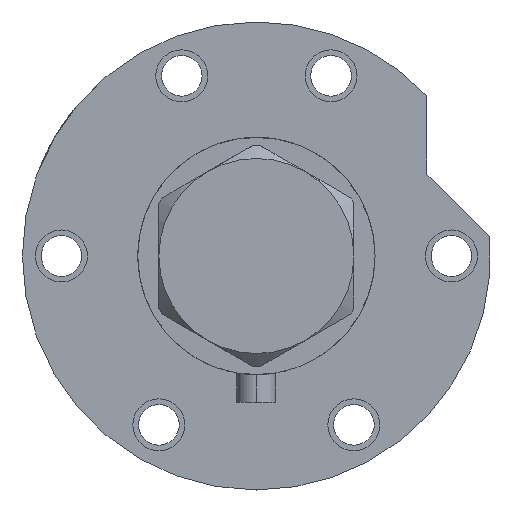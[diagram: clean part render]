
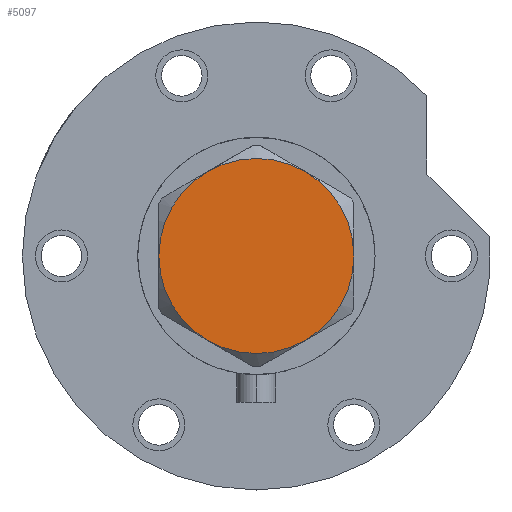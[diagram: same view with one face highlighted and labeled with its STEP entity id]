
A CAD part, left-side view. The second image highlights one B-rep face of the part: STEP entity #5097.
In plain terms, the highlighted face is planar.
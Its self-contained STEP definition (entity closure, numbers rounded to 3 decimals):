
#61 = CIRCLE ( 'NONE', #5113, 30. ) ;
#68 = DIRECTION ( 'NONE',  ( 0., 0., 1. ) ) ;
#75 = EDGE_CURVE ( 'NONE', #6008, #4360, #4471, .T. ) ;
#280 = DIRECTION ( 'NONE',  ( 0., 0., 1. ) ) ;
#338 = DIRECTION ( 'NONE',  ( 1., 0., 0. ) ) ;
#355 = DIRECTION ( 'NONE',  ( 0., 0., 1. ) ) ;
#546 = AXIS2_PLACEMENT_3D ( 'NONE', #5266, #5924, #1151 ) ;
#566 = CARTESIAN_POINT ( 'NONE',  ( 0., 0., 14.5 ) ) ;
#609 = CARTESIAN_POINT ( 'NONE',  ( -15., 25.981, 14.5 ) ) ;
#665 = DIRECTION ( 'NONE',  ( 0., 0., 1. ) ) ;
#683 = ORIENTED_EDGE ( 'NONE', *, *, #2075, .T. ) ;
#769 = VERTEX_POINT ( 'NONE', #3837 ) ;
#1129 = DIRECTION ( 'NONE',  ( 1., 0., 0. ) ) ;
#1145 = AXIS2_PLACEMENT_3D ( 'NONE', #6079, #355, #1313 ) ;
#1151 = DIRECTION ( 'NONE',  ( 1., 0., 0. ) ) ;
#1194 = ORIENTED_EDGE ( 'NONE', *, *, #75, .T. ) ;
#1199 = DIRECTION ( 'NONE',  ( 0., 0., 1. ) ) ;
#1283 = PLANE ( 'NONE',  #5690 ) ;
#1313 = DIRECTION ( 'NONE',  ( 1., 0., 0. ) ) ;
#1346 = DIRECTION ( 'NONE',  ( 0., 0., 1. ) ) ;
#1434 = CARTESIAN_POINT ( 'NONE',  ( 15., -25.981, 14.5 ) ) ;
#1628 = FACE_OUTER_BOUND ( 'NONE', #1940, .T. ) ;
#1940 = EDGE_LOOP ( 'NONE', ( #5633, #6013, #1194, #683, #4656, #3095 ) ) ;
#1990 = DIRECTION ( 'NONE',  ( 1., 0., 0. ) ) ;
#2049 = CARTESIAN_POINT ( 'NONE',  ( -15., -25.981, 14.5 ) ) ;
#2075 = EDGE_CURVE ( 'NONE', #4360, #769, #4385, .T. ) ;
#2463 = VERTEX_POINT ( 'NONE', #2049 ) ;
#3095 = ORIENTED_EDGE ( 'NONE', *, *, #3719, .T. ) ;
#3114 = CARTESIAN_POINT ( 'NONE',  ( 0., 0., 14.5 ) ) ;
#3163 = CARTESIAN_POINT ( 'NONE',  ( 0., 0., 14.5 ) ) ;
#3229 = CIRCLE ( 'NONE', #546, 30. ) ;
#3405 = AXIS2_PLACEMENT_3D ( 'NONE', #566, #68, #1990 ) ;
#3719 = EDGE_CURVE ( 'NONE', #2463, #5175, #4298, .T. ) ;
#3837 = CARTESIAN_POINT ( 'NONE',  ( -30., 0., 14.5 ) ) ;
#3875 = AXIS2_PLACEMENT_3D ( 'NONE', #3913, #665, #1129 ) ;
#3913 = CARTESIAN_POINT ( 'NONE',  ( 0., 0., 14.5 ) ) ;
#3920 = EDGE_CURVE ( 'NONE', #5514, #6008, #3229, .T. ) ;
#4015 = CARTESIAN_POINT ( 'NONE',  ( 0., 0., 14.5 ) ) ;
#4298 = CIRCLE ( 'NONE', #1145, 30. ) ;
#4360 = VERTEX_POINT ( 'NONE', #609 ) ;
#4385 = CIRCLE ( 'NONE', #3405, 30. ) ;
#4416 = CIRCLE ( 'NONE', #5414, 30. ) ;
#4471 = CIRCLE ( 'NONE', #3875, 30. ) ;
#4594 = EDGE_CURVE ( 'NONE', #769, #2463, #61, .T. ) ;
#4656 = ORIENTED_EDGE ( 'NONE', *, *, #4594, .T. ) ;
#4760 = EDGE_CURVE ( 'NONE', #5175, #5514, #4416, .T. ) ;
#5097 = ADVANCED_FACE ( 'NONE', ( #1628 ), #1283, .T. ) ;
#5113 = AXIS2_PLACEMENT_3D ( 'NONE', #3163, #280, #338 ) ;
#5156 = CARTESIAN_POINT ( 'NONE',  ( 15., 25.981, 14.5 ) ) ;
#5175 = VERTEX_POINT ( 'NONE', #1434 ) ;
#5266 = CARTESIAN_POINT ( 'NONE',  ( 0., 0., 14.5 ) ) ;
#5414 = AXIS2_PLACEMENT_3D ( 'NONE', #4015, #1199, #5912 ) ;
#5514 = VERTEX_POINT ( 'NONE', #6031 ) ;
#5528 = DIRECTION ( 'NONE',  ( 1., 0., 0. ) ) ;
#5633 = ORIENTED_EDGE ( 'NONE', *, *, #4760, .T. ) ;
#5690 = AXIS2_PLACEMENT_3D ( 'NONE', #3114, #1346, #5528 ) ;
#5912 = DIRECTION ( 'NONE',  ( 1., 0., 0. ) ) ;
#5924 = DIRECTION ( 'NONE',  ( 0., 0., 1. ) ) ;
#6008 = VERTEX_POINT ( 'NONE', #5156 ) ;
#6013 = ORIENTED_EDGE ( 'NONE', *, *, #3920, .T. ) ;
#6031 = CARTESIAN_POINT ( 'NONE',  ( 30., 0., 14.5 ) ) ;
#6079 = CARTESIAN_POINT ( 'NONE',  ( 0., 0., 14.5 ) ) ;
